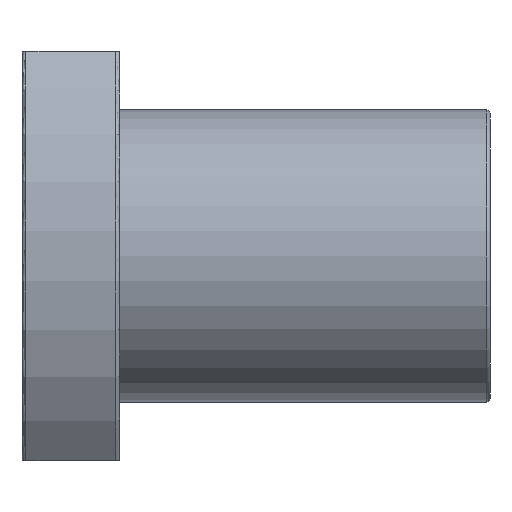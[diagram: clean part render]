
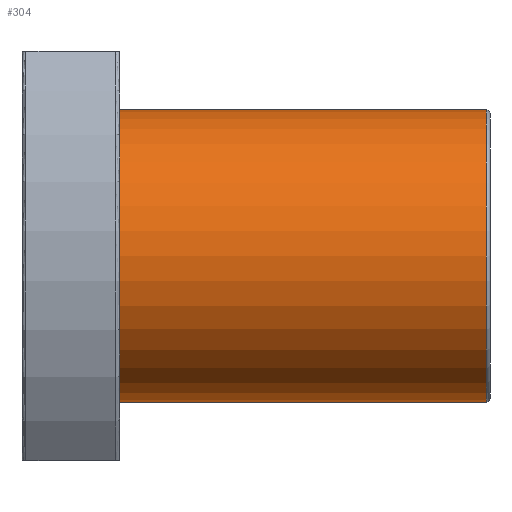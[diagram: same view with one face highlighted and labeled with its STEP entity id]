
A CAD part, front view. The second image highlights one B-rep face of the part: STEP entity #304.
In plain terms, the highlighted cylindrical face has radius 7.5 mm (diameter 15 mm), a full revolution.
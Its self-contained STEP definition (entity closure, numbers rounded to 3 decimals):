
#45=CYLINDRICAL_SURFACE('',#348,7.5);
#61=CIRCLE('',#347,7.5);
#62=CIRCLE('',#349,7.5);
#97=ORIENTED_EDGE('',*,*,#165,.T.);
#98=ORIENTED_EDGE('',*,*,#164,.F.);
#164=EDGE_CURVE('',#198,#198,#61,.T.);
#165=EDGE_CURVE('',#199,#199,#62,.T.);
#198=VERTEX_POINT('',#517);
#199=VERTEX_POINT('',#520);
#233=EDGE_LOOP('',(#97));
#234=EDGE_LOOP('',(#98));
#269=FACE_BOUND('',#233,.T.);
#270=FACE_BOUND('',#234,.T.);
#304=ADVANCED_FACE('',(#269,#270),#45,.T.);
#347=AXIS2_PLACEMENT_3D('',#516,#411,#412);
#348=AXIS2_PLACEMENT_3D('',#518,#413,#414);
#349=AXIS2_PLACEMENT_3D('',#519,#415,#416);
#411=DIRECTION('',(1.,0.,0.));
#412=DIRECTION('',(0.,0.,-1.));
#413=DIRECTION('',(1.,0.,0.));
#414=DIRECTION('',(0.,0.,-1.));
#415=DIRECTION('',(1.,0.,0.));
#416=DIRECTION('',(0.,0.,-1.));
#516=CARTESIAN_POINT('',(23.8,0.,0.));
#517=CARTESIAN_POINT('',(23.8,0.,-7.5));
#518=CARTESIAN_POINT('',(24.,0.,0.));
#519=CARTESIAN_POINT('',(5.,0.,0.));
#520=CARTESIAN_POINT('',(5.,0.,-7.5));
